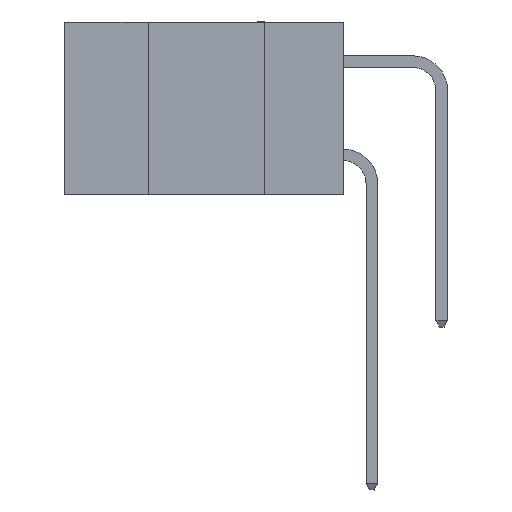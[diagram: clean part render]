
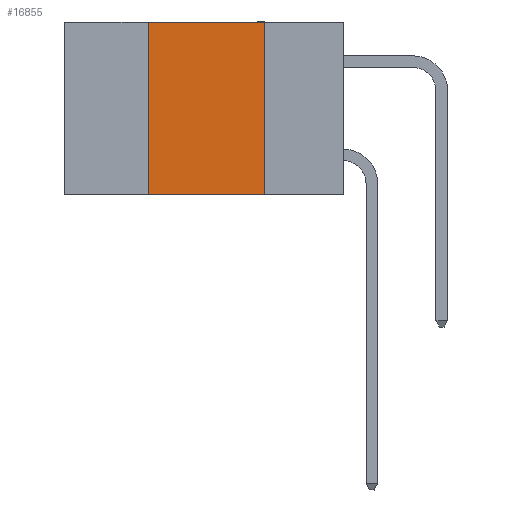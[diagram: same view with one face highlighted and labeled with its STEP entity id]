
A CAD part, left-side view. The second image highlights one B-rep face of the part: STEP entity #16855.
In plain terms, the highlighted planar face has unit normal (-1, 0, 0).
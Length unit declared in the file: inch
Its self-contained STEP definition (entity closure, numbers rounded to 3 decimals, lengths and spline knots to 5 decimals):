
#1758 = CARTESIAN_POINT ( 'NONE',  ( 0., 0.42, 0. ) ) ;
#2144 = VERTEX_POINT ( 'NONE', #1758 ) ;
#2244 = AXIS2_PLACEMENT_3D ( 'NONE', #26535, #28695, #15412 ) ;
#3176 = LINE ( 'NONE', #20090, #21412 ) ;
#4673 = LINE ( 'NONE', #15622, #9369 ) ;
#5529 = EDGE_CURVE ( 'NONE', #2144, #27323, #24403, .T. ) ;
#9369 = VECTOR ( 'NONE', #26734, 39.37008 ) ;
#10799 = PLANE ( 'NONE',  #2244 ) ;
#12299 = CARTESIAN_POINT ( 'NONE',  ( 0., 0.6, 0. ) ) ;
#12553 = ORIENTED_EDGE ( 'NONE', *, *, #17589, .T. ) ;
#15412 = DIRECTION ( 'NONE',  ( 0., 0., -1. ) ) ;
#15517 = ORIENTED_EDGE ( 'NONE', *, *, #5529, .F. ) ;
#15565 = FACE_OUTER_BOUND ( 'NONE', #23608, .T. ) ;
#15622 = CARTESIAN_POINT ( 'NONE',  ( 0., 0.17, 0. ) ) ;
#16122 = ORIENTED_EDGE ( 'NONE', *, *, #19452, .F. ) ;
#16834 = DIRECTION ( 'NONE',  ( 0., -1., 0. ) ) ;
#16855 = ADVANCED_FACE ( 'NONE', ( #15565 ), #10799, .F. ) ;
#17075 = VECTOR ( 'NONE', #16834, 39.37008 ) ;
#17469 = VECTOR ( 'NONE', #22046, 39.37008 ) ;
#17589 = EDGE_CURVE ( 'NONE', #26447, #26043, #3176, .T. ) ;
#18166 = LINE ( 'NONE', #19809, #17469 ) ;
#18406 = ORIENTED_EDGE ( 'NONE', *, *, #25994, .F. ) ;
#19452 = EDGE_CURVE ( 'NONE', #26447, #2144, #18166, .T. ) ;
#19809 = CARTESIAN_POINT ( 'NONE',  ( 0., 0.42, 0. ) ) ;
#20090 = CARTESIAN_POINT ( 'NONE',  ( 0., 0.6, -0.37 ) ) ;
#20372 = CARTESIAN_POINT ( 'NONE',  ( 0., 0.17, 0. ) ) ;
#21412 = VECTOR ( 'NONE', #28848, 39.37008 ) ;
#22046 = DIRECTION ( 'NONE',  ( 0., 0., 1. ) ) ;
#22467 = CARTESIAN_POINT ( 'NONE',  ( 0., 0.17, -0.37 ) ) ;
#23608 = EDGE_LOOP ( 'NONE', ( #18406, #15517, #16122, #12553 ) ) ;
#24403 = LINE ( 'NONE', #12299, #17075 ) ;
#25946 = CARTESIAN_POINT ( 'NONE',  ( 0., 0.42, -0.37 ) ) ;
#25994 = EDGE_CURVE ( 'NONE', #27323, #26043, #4673, .T. ) ;
#26043 = VERTEX_POINT ( 'NONE', #22467 ) ;
#26447 = VERTEX_POINT ( 'NONE', #25946 ) ;
#26535 = CARTESIAN_POINT ( 'NONE',  ( 0., 0.6, 0. ) ) ;
#26734 = DIRECTION ( 'NONE',  ( 0., 0., -1. ) ) ;
#27323 = VERTEX_POINT ( 'NONE', #20372 ) ;
#28695 = DIRECTION ( 'NONE',  ( 1., 0., 0. ) ) ;
#28848 = DIRECTION ( 'NONE',  ( 0., -1., 0. ) ) ;
